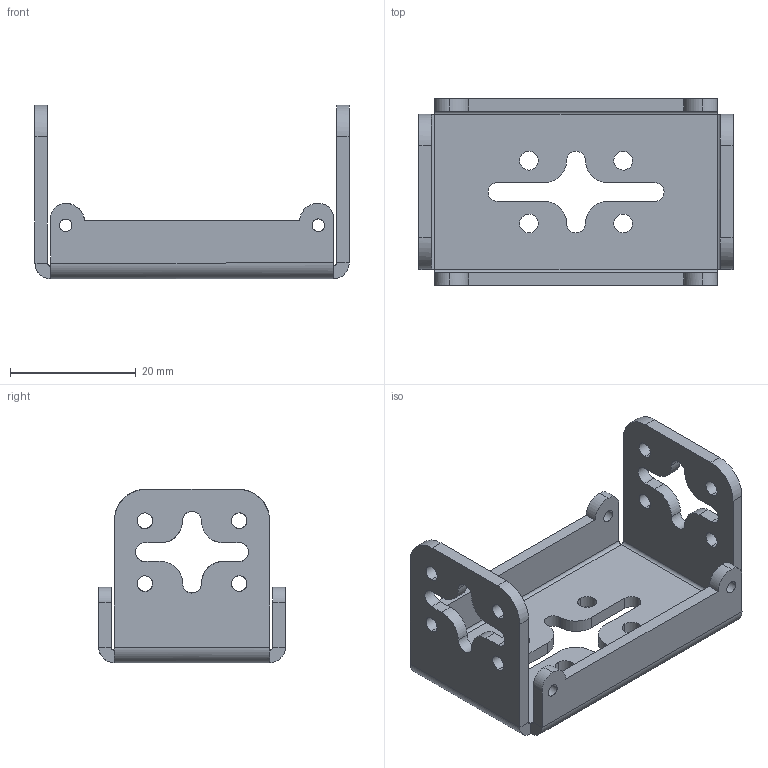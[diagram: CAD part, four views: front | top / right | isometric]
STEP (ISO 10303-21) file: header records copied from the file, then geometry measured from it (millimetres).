
FILE_DESCRIPTION (( 'STEP AP203' ), '1' );
FILE_NAME ('bracket 3.STEP', '2025-04-14T12:46:53', ( '' ), ( '' ), 'SwSTEP 2.0', 'SolidWorks 2024', '' );
FILE_SCHEMA (( 'CONFIG_CONTROL_DESIGN' ));
Length unit declared in the file: inch
Products named in the file (1): bracket 3
Bounding box: 50.01 x 29.7 x 27.63 mm (x, y, z)
Volume: 5854.1 mm3; surface area: 7031.3 mm2
Topology: 1 solids, 1 shells, 118 faces, 318 edges, 202 vertices
Faces by surface type: bspline 118
Entity records: 4115 total; most frequent: CARTESIAN_POINT 2237, ORIENTED_EDGE 636, EDGE_CURVE 318, VERTEX_POINT 202, B_SPLINE_CURVE_WITH_KNOTS 164, EDGE_LOOP 156, FACE_OUTER_BOUND 118, ADVANCED_FACE 118
